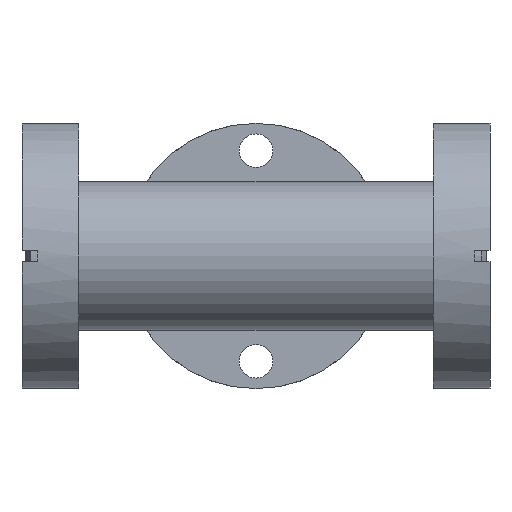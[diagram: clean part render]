
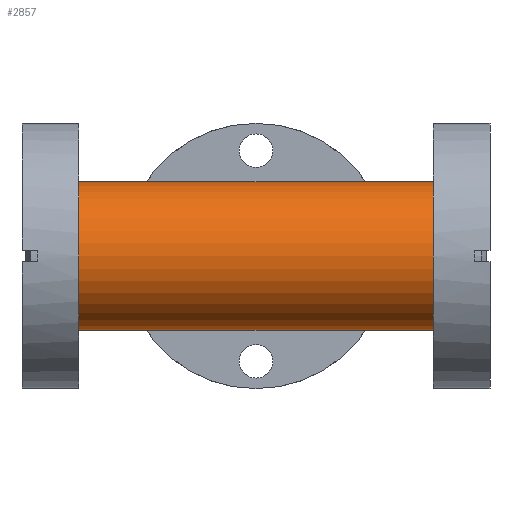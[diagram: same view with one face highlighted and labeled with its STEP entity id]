
A CAD part, front view. The second image highlights one B-rep face of the part: STEP entity #2857.
In plain terms, the highlighted cylindrical face has radius 9.5 mm (diameter 19 mm), a partial arc.
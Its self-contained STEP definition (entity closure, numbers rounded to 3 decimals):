
#31 = CARTESIAN_POINT ( 'NONE',  ( -22.7, 0., -9.5 ) ) ;
#40 = EDGE_CURVE ( 'NONE', #646, #1539, #2207, .T. ) ;
#41 = CARTESIAN_POINT ( 'NONE',  ( 30., 0., -9.5 ) ) ;
#70 = EDGE_LOOP ( 'NONE', ( #2440, #907, #1985, #955, #88, #1553 ) ) ;
#73 = DIRECTION ( 'NONE',  ( -1., 0., 0. ) ) ;
#88 = ORIENTED_EDGE ( 'NONE', *, *, #2678, .F. ) ;
#191 = CARTESIAN_POINT ( 'NONE',  ( 24.22, 0., -9.5 ) ) ;
#222 = AXIS2_PLACEMENT_3D ( 'NONE', #896, #73, #1422 ) ;
#251 = DIRECTION ( 'NONE',  ( -1., 0., 0. ) ) ;
#321 = CARTESIAN_POINT ( 'NONE',  ( -22.7, 0., 0. ) ) ;
#645 = VECTOR ( 'NONE', #1160, 1000. ) ;
#646 = VERTEX_POINT ( 'NONE', #2557 ) ;
#858 = CARTESIAN_POINT ( 'NONE',  ( 24.22, 0., 9.5 ) ) ;
#896 = CARTESIAN_POINT ( 'NONE',  ( 24.22, 0., 0. ) ) ;
#907 = ORIENTED_EDGE ( 'NONE', *, *, #2600, .T. ) ;
#955 = ORIENTED_EDGE ( 'NONE', *, *, #2445, .T. ) ;
#1103 = VECTOR ( 'NONE', #251, 1000. ) ;
#1160 = DIRECTION ( 'NONE',  ( -1., 0., 0. ) ) ;
#1225 = CIRCLE ( 'NONE', #3250, 9.5 ) ;
#1292 = AXIS2_PLACEMENT_3D ( 'NONE', #2219, #3059, #2830 ) ;
#1375 = LINE ( 'NONE', #2511, #1103 ) ;
#1381 = VERTEX_POINT ( 'NONE', #1922 ) ;
#1422 = DIRECTION ( 'NONE',  ( 0., 0., 1. ) ) ;
#1455 = DIRECTION ( 'NONE',  ( -1., 0., 0. ) ) ;
#1498 = DIRECTION ( 'NONE',  ( -1., 0., 0. ) ) ;
#1539 = VERTEX_POINT ( 'NONE', #31 ) ;
#1553 = ORIENTED_EDGE ( 'NONE', *, *, #40, .F. ) ;
#1591 = CIRCLE ( 'NONE', #222, 9.5 ) ;
#1598 = CARTESIAN_POINT ( 'NONE',  ( -22.7, 0., 9.5 ) ) ;
#1703 = LINE ( 'NONE', #41, #645 ) ;
#1710 = FACE_OUTER_BOUND ( 'NONE', #70, .T. ) ;
#1747 = LINE ( 'NONE', #3131, #2085 ) ;
#1754 = VERTEX_POINT ( 'NONE', #1598 ) ;
#1922 = CARTESIAN_POINT ( 'NONE',  ( 0., 0., 9.5 ) ) ;
#1985 = ORIENTED_EDGE ( 'NONE', *, *, #2171, .T. ) ;
#2085 = VECTOR ( 'NONE', #1498, 1000. ) ;
#2157 = EDGE_CURVE ( 'NONE', #3103, #646, #1703, .T. ) ;
#2171 = EDGE_CURVE ( 'NONE', #2615, #1381, #1747, .T. ) ;
#2207 = LINE ( 'NONE', #3588, #2861 ) ;
#2219 = CARTESIAN_POINT ( 'NONE',  ( 30., 0., 0. ) ) ;
#2440 = ORIENTED_EDGE ( 'NONE', *, *, #2157, .F. ) ;
#2445 = EDGE_CURVE ( 'NONE', #1381, #1754, #1375, .T. ) ;
#2511 = CARTESIAN_POINT ( 'NONE',  ( 30., 0., 9.5 ) ) ;
#2557 = CARTESIAN_POINT ( 'NONE',  ( 0., 0., -9.5 ) ) ;
#2600 = EDGE_CURVE ( 'NONE', #3103, #2615, #1591, .T. ) ;
#2615 = VERTEX_POINT ( 'NONE', #858 ) ;
#2678 = EDGE_CURVE ( 'NONE', #1539, #1754, #1225, .T. ) ;
#2773 = CYLINDRICAL_SURFACE ( 'NONE', #1292, 9.5 ) ;
#2830 = DIRECTION ( 'NONE',  ( 0., 0., 1. ) ) ;
#2857 = ADVANCED_FACE ( 'NONE', ( #1710 ), #2773, .T. ) ;
#2861 = VECTOR ( 'NONE', #3065, 1000. ) ;
#2872 = DIRECTION ( 'NONE',  ( 0., 0., 1. ) ) ;
#3059 = DIRECTION ( 'NONE',  ( -1., 0., 0. ) ) ;
#3065 = DIRECTION ( 'NONE',  ( -1., 0., 0. ) ) ;
#3103 = VERTEX_POINT ( 'NONE', #191 ) ;
#3131 = CARTESIAN_POINT ( 'NONE',  ( 30., 0., 9.5 ) ) ;
#3250 = AXIS2_PLACEMENT_3D ( 'NONE', #321, #1455, #2872 ) ;
#3588 = CARTESIAN_POINT ( 'NONE',  ( 30., 0., -9.5 ) ) ;
